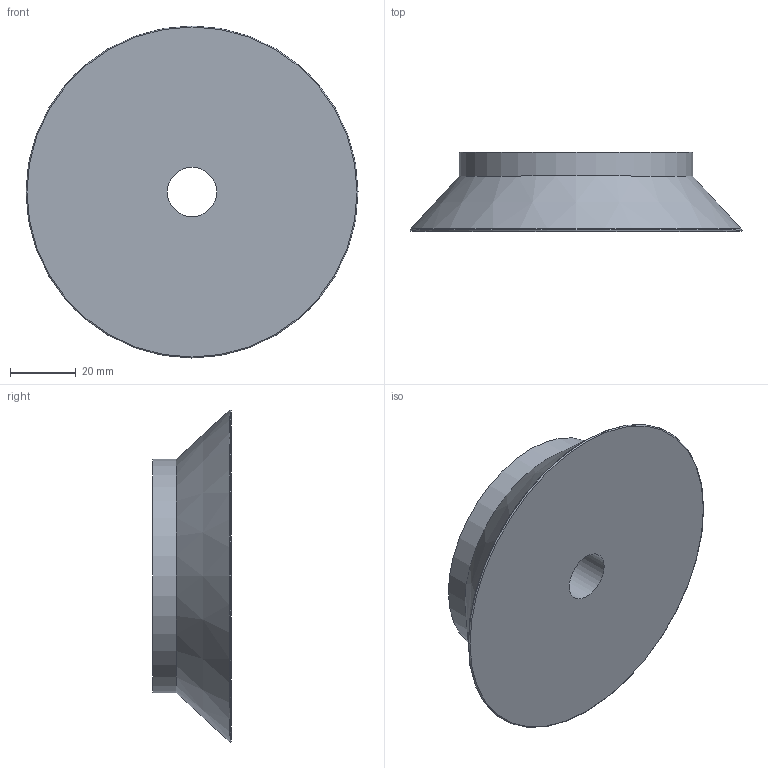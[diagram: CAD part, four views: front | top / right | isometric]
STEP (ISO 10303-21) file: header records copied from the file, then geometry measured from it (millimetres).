
FILE_DESCRIPTION(/* description */ (''),/* implementation_level */ '2;1');
FILE_NAME(/* name */ 'vdlg100nit.stp',/* time_stamp */ '2020-10-06T12:35:55+02:00',/* author */ ('enginyeria'),/* organization */ (''),/* preprocessor_version */ 'ST-DEVELOPER v17.2',/* originating_system */ 'Autodesk Inventor 2019',/* authorisation */ '');
FILE_SCHEMA (('CONFIG_CONTROL_DESIGN'));
Length unit declared in the file: millimetre
Products named in the file (1): Pieza180
Bounding box: 101 x 24 x 101 mm (x, y, z)
Volume: 113896 mm3; surface area: 21087.8 mm2
Topology: 1 solids, 1 shells, 9 faces, 25 edges, 19 vertices
Faces by surface type: cylinder 3, plane 3, torus 1, bspline 1, cone 1
Full cylindrical faces by diameter (mm): 15 x1, 46.5 x1, 71 x1
Entity records: 383 total; most frequent: CARTESIAN_POINT 80, DIRECTION 64, ORIENTED_EDGE 50, AXIS2_PLACEMENT_3D 30, EDGE_CURVE 25, CIRCLE 21, VERTEX_POINT 19, EDGE_LOOP 12
